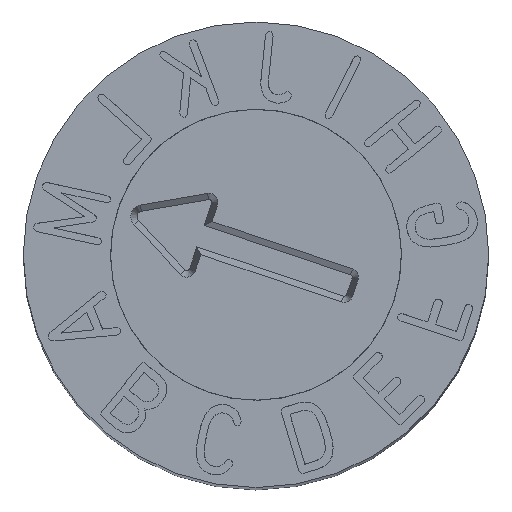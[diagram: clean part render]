
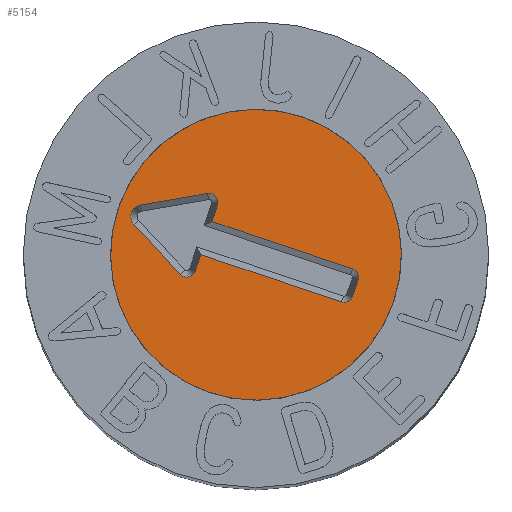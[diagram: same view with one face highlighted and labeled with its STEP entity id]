
A CAD part, top view. The second image highlights one B-rep face of the part: STEP entity #5154.
In plain terms, the highlighted planar face has unit normal (0, 0, 1).
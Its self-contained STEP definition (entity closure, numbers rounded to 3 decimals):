
#74=CIRCLE('',#5362,0.075);
#76=CIRCLE('',#5367,0.076);
#78=CIRCLE('',#5371,0.1);
#80=CIRCLE('',#5375,0.076);
#82=CIRCLE('',#5380,0.075);
#91=CIRCLE('',#5398,1.25);
#119=FACE_BOUND('',#1134,.T.);
#832=FACE_OUTER_BOUND('',#1133,.T.);
#1133=EDGE_LOOP('',(#4737));
#1134=EDGE_LOOP('',(#4738,#4739,#4740,#4741,#4742,#4743,#4744,#4745,#4746,
#4747,#4748,#4749));
#1535=LINE('',#9490,#1960);
#1538=LINE('',#9496,#1963);
#1542=LINE('',#9508,#1967);
#1546=LINE('',#9520,#1971);
#1550=LINE('',#9532,#1975);
#1553=LINE('',#9538,#1978);
#1557=LINE('',#9548,#1982);
#1960=VECTOR('',#6072,10.);
#1963=VECTOR('',#6077,10.);
#1967=VECTOR('',#6089,10.);
#1971=VECTOR('',#6101,10.);
#1975=VECTOR('',#6113,10.);
#1978=VECTOR('',#6118,10.);
#1982=VECTOR('',#6130,10.);
#2458=VERTEX_POINT('',#9481);
#2459=VERTEX_POINT('',#9483);
#2461=VERTEX_POINT('',#9489);
#2463=VERTEX_POINT('',#9495);
#2465=VERTEX_POINT('',#9501);
#2467=VERTEX_POINT('',#9507);
#2469=VERTEX_POINT('',#9513);
#2471=VERTEX_POINT('',#9519);
#2473=VERTEX_POINT('',#9525);
#2475=VERTEX_POINT('',#9531);
#2477=VERTEX_POINT('',#9537);
#2479=VERTEX_POINT('',#9543);
#2487=VERTEX_POINT('',#9575);
#3196=EDGE_CURVE('',#2459,#2458,#74,.T.);
#3199=EDGE_CURVE('',#2461,#2459,#1535,.T.);
#3202=EDGE_CURVE('',#2463,#2461,#1538,.T.);
#3205=EDGE_CURVE('',#2465,#2463,#76,.T.);
#3208=EDGE_CURVE('',#2467,#2465,#1542,.T.);
#3211=EDGE_CURVE('',#2469,#2467,#78,.T.);
#3214=EDGE_CURVE('',#2471,#2469,#1546,.T.);
#3217=EDGE_CURVE('',#2473,#2471,#80,.T.);
#3220=EDGE_CURVE('',#2475,#2473,#1550,.T.);
#3223=EDGE_CURVE('',#2477,#2475,#1553,.T.);
#3226=EDGE_CURVE('',#2479,#2477,#82,.T.);
#3229=EDGE_CURVE('',#2458,#2479,#1557,.T.);
#3241=EDGE_CURVE('',#2487,#2487,#91,.T.);
#4737=ORIENTED_EDGE('',*,*,#3241,.F.);
#4738=ORIENTED_EDGE('',*,*,#3196,.T.);
#4739=ORIENTED_EDGE('',*,*,#3229,.T.);
#4740=ORIENTED_EDGE('',*,*,#3226,.T.);
#4741=ORIENTED_EDGE('',*,*,#3223,.T.);
#4742=ORIENTED_EDGE('',*,*,#3220,.T.);
#4743=ORIENTED_EDGE('',*,*,#3217,.T.);
#4744=ORIENTED_EDGE('',*,*,#3214,.T.);
#4745=ORIENTED_EDGE('',*,*,#3211,.T.);
#4746=ORIENTED_EDGE('',*,*,#3208,.T.);
#4747=ORIENTED_EDGE('',*,*,#3205,.T.);
#4748=ORIENTED_EDGE('',*,*,#3202,.T.);
#4749=ORIENTED_EDGE('',*,*,#3199,.T.);
#4877=PLANE('',#5399);
#5154=ADVANCED_FACE('',(#832,#119),#4877,.F.);
#5362=AXIS2_PLACEMENT_3D('',#9484,#6066,#6067);
#5367=AXIS2_PLACEMENT_3D('',#9502,#6083,#6084);
#5371=AXIS2_PLACEMENT_3D('',#9514,#6095,#6096);
#5375=AXIS2_PLACEMENT_3D('',#9526,#6107,#6108);
#5380=AXIS2_PLACEMENT_3D('',#9544,#6124,#6125);
#5398=AXIS2_PLACEMENT_3D('',#9576,#6166,#6167);
#5399=AXIS2_PLACEMENT_3D('',#9578,#6169,#6170);
#6066=DIRECTION('center_axis',(0.,0.,-1.));
#6067=DIRECTION('ref_axis',(0.,-1.,0.));
#6072=DIRECTION('',(0.,1.,0.));
#6077=DIRECTION('',(1.,0.,0.));
#6083=DIRECTION('center_axis',(0.,0.,-1.));
#6084=DIRECTION('ref_axis',(0.,-1.,0.));
#6089=DIRECTION('',(-0.476,0.88,0.));
#6095=DIRECTION('center_axis',(0.,0.,-1.));
#6096=DIRECTION('ref_axis',(0.88,0.476,0.));
#6101=DIRECTION('',(-0.476,-0.88,0.));
#6107=DIRECTION('center_axis',(0.,0.,-1.));
#6108=DIRECTION('ref_axis',(-0.88,0.476,0.));
#6113=DIRECTION('',(1.,0.,0.));
#6118=DIRECTION('',(0.,-1.,0.));
#6124=DIRECTION('center_axis',(0.,0.,-1.));
#6125=DIRECTION('ref_axis',(-1.,0.,0.));
#6130=DIRECTION('',(1.,0.,0.));
#6166=DIRECTION('center_axis',(0.,0.,-1.));
#6167=DIRECTION('ref_axis',(-1.,0.,0.));
#6169=DIRECTION('center_axis',(0.,0.,-1.));
#6170=DIRECTION('ref_axis',(-1.,0.,0.));
#9481=CARTESIAN_POINT('',(-0.075,0.9,2.3));
#9483=CARTESIAN_POINT('',(-0.15,0.825,2.3));
#9484=CARTESIAN_POINT('Origin',(-0.075,0.825,2.3));
#9489=CARTESIAN_POINT('',(-0.15,-0.45,2.3));
#9490=CARTESIAN_POINT('',(-0.15,0.413,2.3));
#9495=CARTESIAN_POINT('',(-0.3,-0.45,2.3));
#9496=CARTESIAN_POINT('',(-0.075,-0.45,2.3));
#9501=CARTESIAN_POINT('',(-0.367,-0.562,2.3));
#9502=CARTESIAN_POINT('Origin',(-0.3,-0.526,2.3));
#9507=CARTESIAN_POINT('',(-0.088,-1.077,2.3));
#9508=CARTESIAN_POINT('',(-0.443,-0.421,2.3));
#9513=CARTESIAN_POINT('',(0.088,-1.077,2.3));
#9514=CARTESIAN_POINT('Origin',(0.,-1.03,
2.3));
#9519=CARTESIAN_POINT('',(0.367,-0.562,2.3));
#9520=CARTESIAN_POINT('',(0.303,-0.679,2.3));
#9525=CARTESIAN_POINT('',(0.3,-0.45,2.3));
#9526=CARTESIAN_POINT('Origin',(0.3,-0.526,2.3));
#9531=CARTESIAN_POINT('',(0.15,-0.45,2.3));
#9532=CARTESIAN_POINT('',(0.15,-0.45,2.3));
#9537=CARTESIAN_POINT('',(0.15,0.825,2.3));
#9538=CARTESIAN_POINT('',(0.15,-0.225,2.3));
#9543=CARTESIAN_POINT('',(0.075,0.9,2.3));
#9544=CARTESIAN_POINT('Origin',(0.075,0.825,2.3));
#9548=CARTESIAN_POINT('',(0.,0.9,2.3));
#9575=CARTESIAN_POINT('',(1.25,0.,2.3));
#9576=CARTESIAN_POINT('Origin',(0.,0.,2.3));
#9578=CARTESIAN_POINT('Origin',(0.,0.,2.3));
